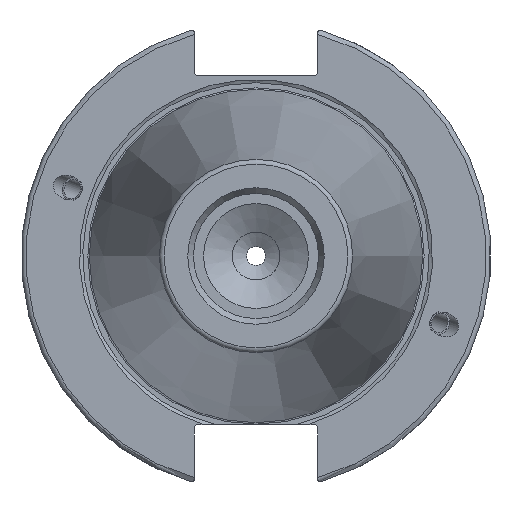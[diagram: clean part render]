
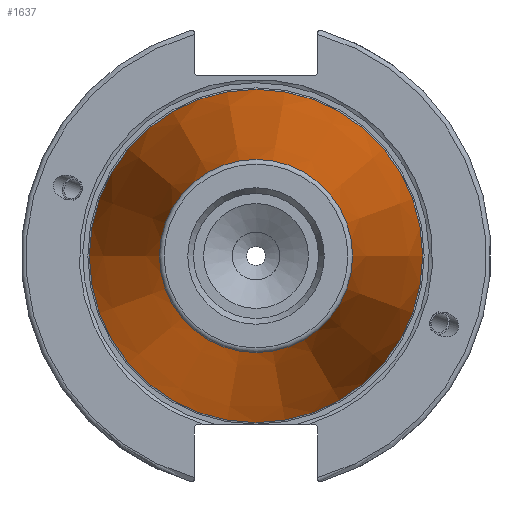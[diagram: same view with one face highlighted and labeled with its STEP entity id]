
A CAD part, left-side view. The second image highlights one B-rep face of the part: STEP entity #1637.
In plain terms, the highlighted conical face has half-angle 8.297 degrees and reference radius 27.517 mm.
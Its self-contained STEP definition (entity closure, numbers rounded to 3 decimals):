
#53=CONICAL_SURFACE('',#1822,27.517,0.145);
#179=FACE_OUTER_BOUND('',#289,.T.);
#289=EDGE_LOOP('',(#1397,#1398,#1399,#1400,#1401));
#443=LINE('',#3292,#539);
#539=VECTOR('',#2211,27.517);
#624=CIRCLE('',#1816,20.233);
#625=CIRCLE('',#1817,20.233);
#629=CIRCLE('',#1823,34.925);
#791=VERTEX_POINT('',#3279);
#792=VERTEX_POINT('',#3280);
#795=VERTEX_POINT('',#3290);
#1009=EDGE_CURVE('',#791,#792,#624,.T.);
#1010=EDGE_CURVE('',#792,#791,#625,.T.);
#1014=EDGE_CURVE('',#795,#795,#629,.T.);
#1015=EDGE_CURVE('',#795,#792,#443,.T.);
#1397=ORIENTED_EDGE('',*,*,#1014,.F.);
#1398=ORIENTED_EDGE('',*,*,#1015,.T.);
#1399=ORIENTED_EDGE('',*,*,#1009,.F.);
#1400=ORIENTED_EDGE('',*,*,#1010,.F.);
#1401=ORIENTED_EDGE('',*,*,#1015,.F.);
#1637=ADVANCED_FACE('',(#179),#53,.T.);
#1816=AXIS2_PLACEMENT_3D('',#3281,#2195,#2196);
#1817=AXIS2_PLACEMENT_3D('',#3282,#2197,#2198);
#1822=AXIS2_PLACEMENT_3D('',#3289,#2207,#2208);
#1823=AXIS2_PLACEMENT_3D('',#3291,#2209,#2210);
#2195=DIRECTION('center_axis',(-1.,0.,0.));
#2196=DIRECTION('ref_axis',(0.,-1.,0.));
#2197=DIRECTION('center_axis',(-1.,0.,0.));
#2198=DIRECTION('ref_axis',(0.,-1.,0.));
#2207=DIRECTION('center_axis',(1.,0.,0.));
#2208=DIRECTION('ref_axis',(0.,1.,0.));
#2209=DIRECTION('center_axis',(1.,0.,0.));
#2210=DIRECTION('ref_axis',(0.,0.,-1.));
#2211=DIRECTION('',(-0.99,0.144,0.));
#3279=CARTESIAN_POINT('',(-100.744,0.,20.233));
#3280=CARTESIAN_POINT('',(-100.744,-20.233,0.));
#3281=CARTESIAN_POINT('Origin',(-100.744,0.,0.));
#3282=CARTESIAN_POINT('Origin',(-100.744,0.,0.));
#3289=CARTESIAN_POINT('Origin',(-50.8,0.,0.));
#3290=CARTESIAN_POINT('',(0.,-34.925,0.));
#3291=CARTESIAN_POINT('Origin',(0.,0.,0.));
#3292=CARTESIAN_POINT('',(-50.8,-27.517,0.));
